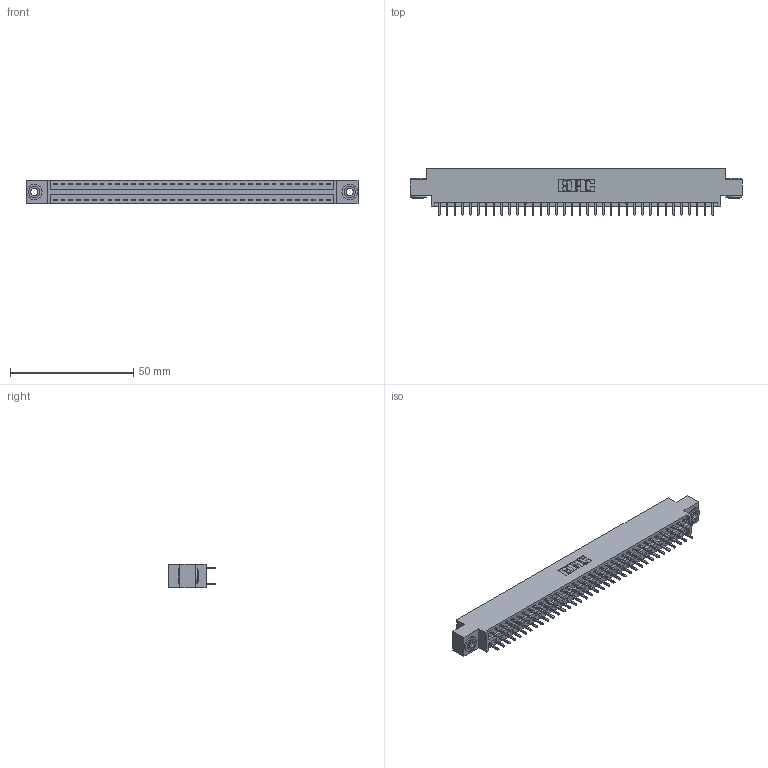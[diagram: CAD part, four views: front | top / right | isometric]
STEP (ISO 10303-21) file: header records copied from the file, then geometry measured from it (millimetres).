
FILE_DESCRIPTION (( 'STEP AP203' ), '1' );
FILE_NAME ('396-072-521-803.STEP', '2018-09-09T09:43:05', ( '' ), ( '' ), 'SwSTEP 2.0', 'SolidWorks 2016', '' );
FILE_SCHEMA (( 'CONFIG_CONTROL_DESIGN' ));
Length unit declared in the file: inch
Products named in the file (4): 346 Part_0.170 Offset - 0.156 Dia-TH; 345-292-001_345-293-121; 345-250-002_345-250-002-102; 396-072-521-803
Assembly tree (75 placements, depth 2):
  396-072-521-803
    346 Part_0.170 Offset - 0.156 Dia-TH
    345-292-001_345-293-121  x72
    345-250-002_345-250-002-102  x2
Bounding box: 134.87 x 19.05 x 9.4 mm (x, y, z)
Volume: 12940.7 mm3; surface area: 17889.5 mm2
Topology: 75 solids, 75 shells, 3908 faces, 11577 edges, 7618 vertices
Faces by surface type: plane 2610, cylinder 1290, cone 8
Entity records: 25102 total; most frequent: CARTESIAN_POINT 4123, ORIENTED_EDGE 4050, DIRECTION 3715, EDGE_CURVE 2025, VECTOR 1725, LINE 1725, VERTEX_POINT 1346, AXIS2_PLACEMENT_3D 995
